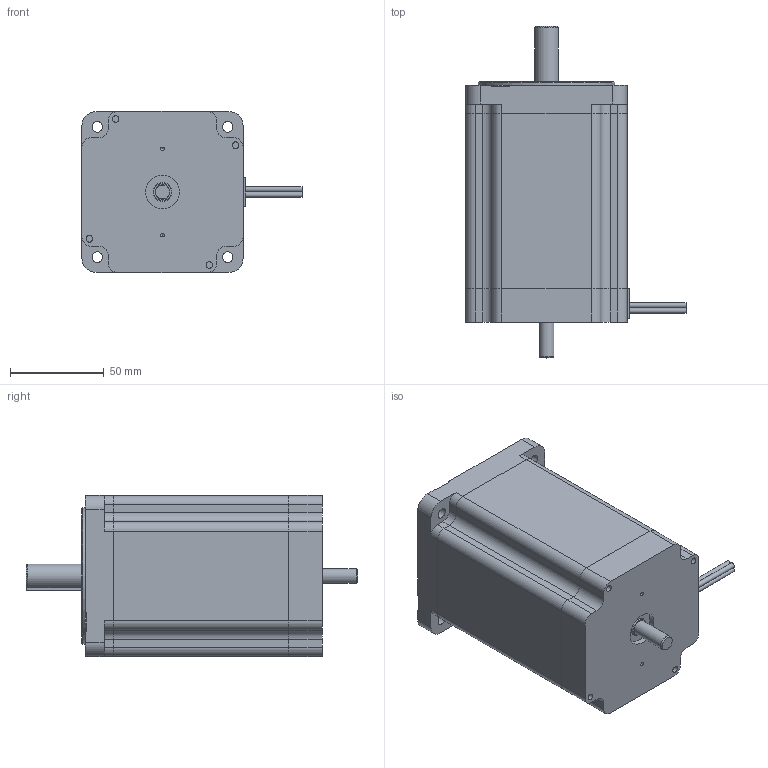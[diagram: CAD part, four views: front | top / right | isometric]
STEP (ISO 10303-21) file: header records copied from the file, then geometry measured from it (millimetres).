
FILE_DESCRIPTION(/* description */ ('STEP AP214'),/* implementation_level */ '2;1');
FILE_NAME(/* name */ 'X8718-126.STEP',/* time_stamp */ '2021-01-12T13:49:49-08:00',/* author */ ('phuctran'),/* organization */ (''),/* preprocessor_version */ 'ST-DEVELOPER v17',/* originating_system */ 'Autodesk Inventor 2019',/* authorisation */ '');
FILE_SCHEMA (('AUTOMOTIVE_DESIGN { 1 0 10303 214 3 1 1 }'));
Length unit declared in the file: millimetre
Products named in the file (1): X8718-126
Bounding box: 117.5 x 177.3 x 86 mm (x, y, z)
Volume: 850067.3 mm3; surface area: 74682.5 mm2
Topology: 1 solids, 1 shells, 222 faces, 622 edges, 429 vertices
Faces by surface type: plane 144, cylinder 68, cone 10
Full cylindrical faces by diameter (mm): 2.013 x2, 2.8 x4, 3.5 x4, 5.6 x4, 8 x1, 8.5 x4, 18 x2, 65 x1, 73.025 x1
Entity records: 7329 total; most frequent: CARTESIAN_POINT 1272, DIRECTION 1264, ORIENTED_EDGE 1240, EDGE_CURVE 620, VERTEX_POINT 429, LINE 422, VECTOR 422, AXIS2_PLACEMENT_3D 421
